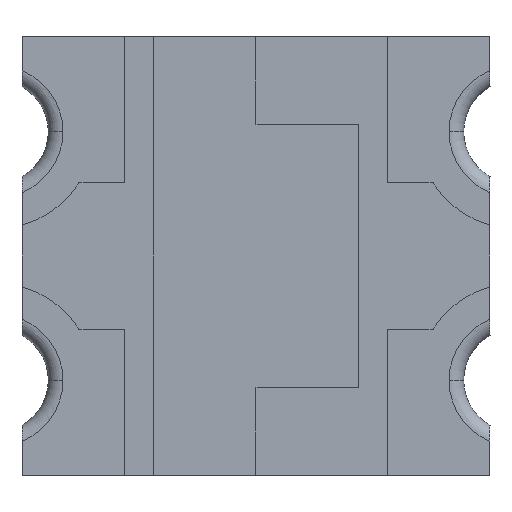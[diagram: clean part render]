
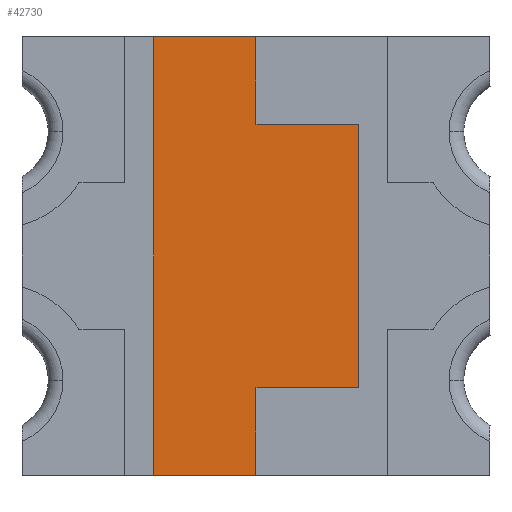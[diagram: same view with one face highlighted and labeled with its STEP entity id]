
A CAD part, front view. The second image highlights one B-rep face of the part: STEP entity #42730.
In plain terms, the highlighted planar face has unit normal (0, -1, 0).
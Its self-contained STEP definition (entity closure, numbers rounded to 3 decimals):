
#42020=CARTESIAN_POINT('',(1.074,-0.02,-0.404));
#42030=DIRECTION('',(0.,-1.,0.));
#42040=DIRECTION('',(1.,0.,0.));
#42050=AXIS2_PLACEMENT_3D('',#42020,#42030,#42040);
#42060=PLANE('',#42050);
#42070=CARTESIAN_POINT('',(0.45,-0.02,-1.5));
#42080=DIRECTION('',(1.,0.,0.));
#42090=VECTOR('',#42080,1.);
#42100=LINE('',#42070,#42090);
#42110=CARTESIAN_POINT('',(0.45,-0.02,-1.5));
#42120=VERTEX_POINT('',#42110);
#42130=CARTESIAN_POINT('',(0.8,-0.02,-1.5));
#42140=VERTEX_POINT('',#42130);
#42150=EDGE_CURVE('',#42120,#42140,#42100,.T.);
#42160=ORIENTED_EDGE('',*,*,#42150,.T.);
#42170=CARTESIAN_POINT('',(0.45,-0.02,0.));
#42180=DIRECTION('',(0.,0.,-1.));
#42190=VECTOR('',#42180,1.);
#42200=LINE('',#42170,#42190);
#42210=CARTESIAN_POINT('',(0.45,-0.02,0.));
#42220=VERTEX_POINT('',#42210);
#42230=EDGE_CURVE('',#42220,#42120,#42200,.T.);
#42240=ORIENTED_EDGE('',*,*,#42230,.T.);
#42250=CARTESIAN_POINT('',(0.8,-0.02,0.));
#42260=DIRECTION('',(-1.,0.,0.));
#42270=VECTOR('',#42260,1.);
#42280=LINE('',#42250,#42270);
#42290=CARTESIAN_POINT('',(0.8,-0.02,0.));
#42300=VERTEX_POINT('',#42290);
#42310=EDGE_CURVE('',#42300,#42220,#42280,.T.);
#42320=ORIENTED_EDGE('',*,*,#42310,.T.);
#42330=CARTESIAN_POINT('',(0.8,-0.02,0.));
#42340=DIRECTION('',(0.,0.,-1.));
#42350=VECTOR('',#42340,1.);
#42360=LINE('',#42330,#42350);
#42370=CARTESIAN_POINT('',(0.8,-0.02,-0.3));
#42380=VERTEX_POINT('',#42370);
#42390=EDGE_CURVE('',#42300,#42380,#42360,.T.);
#42400=ORIENTED_EDGE('',*,*,#42390,.F.);
#42410=CARTESIAN_POINT('',(1.15,-0.02,-0.3));
#42420=DIRECTION('',(-1.,0.,0.));
#42430=VECTOR('',#42420,1.);
#42440=LINE('',#42410,#42430);
#42450=CARTESIAN_POINT('',(1.15,-0.02,-0.3));
#42460=VERTEX_POINT('',#42450);
#42470=EDGE_CURVE('',#42460,#42380,#42440,.T.);
#42480=ORIENTED_EDGE('',*,*,#42470,.T.);
#42490=CARTESIAN_POINT('',(1.15,-0.02,-1.2));
#42500=DIRECTION('',(0.,0.,1.));
#42510=VECTOR('',#42500,1.);
#42520=LINE('',#42490,#42510);
#42530=CARTESIAN_POINT('',(1.15,-0.02,-1.2));
#42540=VERTEX_POINT('',#42530);
#42550=EDGE_CURVE('',#42540,#42460,#42520,.T.);
#42560=ORIENTED_EDGE('',*,*,#42550,.T.);
#42570=CARTESIAN_POINT('',(0.8,-0.02,-1.2));
#42580=DIRECTION('',(1.,0.,0.));
#42590=VECTOR('',#42580,1.);
#42600=LINE('',#42570,#42590);
#42610=CARTESIAN_POINT('',(0.8,-0.02,-1.2));
#42620=VERTEX_POINT('',#42610);
#42630=EDGE_CURVE('',#42620,#42540,#42600,.T.);
#42640=ORIENTED_EDGE('',*,*,#42630,.T.);
#42650=CARTESIAN_POINT('',(0.8,-0.02,-1.2));
#42660=DIRECTION('',(0.,0.,-1.));
#42670=VECTOR('',#42660,1.);
#42680=LINE('',#42650,#42670);
#42690=EDGE_CURVE('',#42620,#42140,#42680,.T.);
#42700=ORIENTED_EDGE('',*,*,#42690,.F.);
#42710=EDGE_LOOP('',(#42700,#42640,#42560,#42480,#42400,#42320,#42240,
#42160));
#42720=FACE_OUTER_BOUND('',#42710,.T.);
#42730=ADVANCED_FACE('',(#42720),#42060,.T.);
